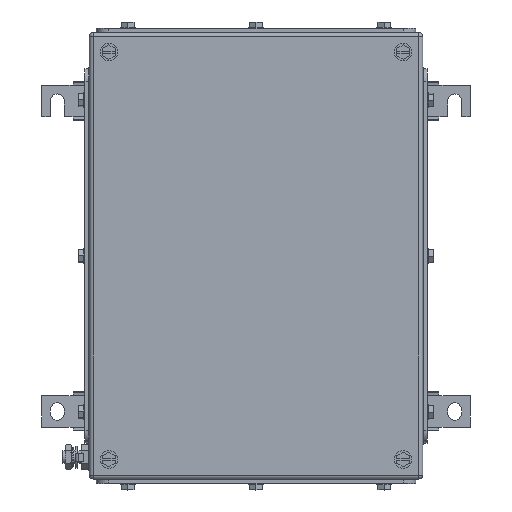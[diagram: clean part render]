
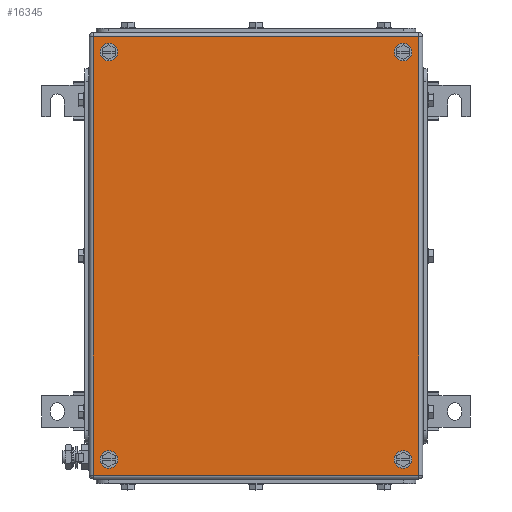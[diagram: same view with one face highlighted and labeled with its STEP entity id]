
A CAD part, top view. The second image highlights one B-rep face of the part: STEP entity #16345.
In plain terms, the highlighted planar face has unit normal (0, 0, 1).
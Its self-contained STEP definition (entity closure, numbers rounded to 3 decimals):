
#16219=AXIS2_PLACEMENT_3D('Circle Axis2P3D',#16217,#16218,$) ;
#16246=AXIS2_PLACEMENT_3D('Plane Axis2P3D',#16243,#16244,#16245) ;
#16284=AXIS2_PLACEMENT_3D('Circle Axis2P3D',#16282,#16283,$) ;
#16293=AXIS2_PLACEMENT_3D('Circle Axis2P3D',#16291,#16292,$) ;
#16302=AXIS2_PLACEMENT_3D('Circle Axis2P3D',#16300,#16301,$) ;
#16311=AXIS2_PLACEMENT_3D('Circle Axis2P3D',#16309,#16310,$) ;
#16320=AXIS2_PLACEMENT_3D('Circle Axis2P3D',#16318,#16319,$) ;
#16329=AXIS2_PLACEMENT_3D('Circle Axis2P3D',#16327,#16328,$) ;
#16338=AXIS2_PLACEMENT_3D('Circle Axis2P3D',#16336,#16337,$) ;
#16214=CARTESIAN_POINT('Vertex',(56.5,348.5,153.5)) ;
#16217=CARTESIAN_POINT('Axis2P3D Location',(53.,348.5,153.5)) ;
#16221=CARTESIAN_POINT('Vertex',(49.5,348.5,153.5)) ;
#16243=CARTESIAN_POINT('Axis2P3D Location',(170.5,186.,153.5)) ;
#16248=CARTESIAN_POINT('Line Origine',(170.5,360.5,153.5)) ;
#16252=CARTESIAN_POINT('Vertex',(300.,360.5,153.5)) ;
#16254=CARTESIAN_POINT('Vertex',(41.,360.5,153.5)) ;
#16257=CARTESIAN_POINT('Line Origine',(41.,186.,153.5)) ;
#16261=CARTESIAN_POINT('Vertex',(41.,11.5,153.5)) ;
#16264=CARTESIAN_POINT('Line Origine',(170.5,11.5,153.5)) ;
#16268=CARTESIAN_POINT('Vertex',(300.,11.5,153.5)) ;
#16271=CARTESIAN_POINT('Line Origine',(300.,186.,153.5)) ;
#16282=CARTESIAN_POINT('Axis2P3D Location',(53.,348.5,153.5)) ;
#16291=CARTESIAN_POINT('Axis2P3D Location',(53.,23.5,153.5)) ;
#16295=CARTESIAN_POINT('Vertex',(49.5,23.5,153.5)) ;
#16297=CARTESIAN_POINT('Vertex',(56.5,23.5,153.5)) ;
#16300=CARTESIAN_POINT('Axis2P3D Location',(53.,23.5,153.5)) ;
#16309=CARTESIAN_POINT('Axis2P3D Location',(288.,23.5,153.5)) ;
#16313=CARTESIAN_POINT('Vertex',(291.5,23.5,153.5)) ;
#16315=CARTESIAN_POINT('Vertex',(284.5,23.5,153.5)) ;
#16318=CARTESIAN_POINT('Axis2P3D Location',(288.,23.5,153.5)) ;
#16327=CARTESIAN_POINT('Axis2P3D Location',(288.,348.5,153.5)) ;
#16331=CARTESIAN_POINT('Vertex',(291.5,348.5,153.5)) ;
#16333=CARTESIAN_POINT('Vertex',(284.5,348.5,153.5)) ;
#16336=CARTESIAN_POINT('Axis2P3D Location',(288.,348.5,153.5)) ;
#16218=DIRECTION('Axis2P3D Direction',(0.,0.,1.)) ;
#16244=DIRECTION('Axis2P3D Direction',(0.,0.,1.)) ;
#16245=DIRECTION('Axis2P3D XDirection',(1.,0.,0.)) ;
#16249=DIRECTION('Vector Direction',(1.,0.,0.)) ;
#16258=DIRECTION('Vector Direction',(0.,-1.,0.)) ;
#16265=DIRECTION('Vector Direction',(1.,0.,0.)) ;
#16272=DIRECTION('Vector Direction',(0.,1.,0.)) ;
#16283=DIRECTION('Axis2P3D Direction',(0.,0.,1.)) ;
#16292=DIRECTION('Axis2P3D Direction',(0.,0.,1.)) ;
#16301=DIRECTION('Axis2P3D Direction',(0.,0.,1.)) ;
#16310=DIRECTION('Axis2P3D Direction',(0.,0.,1.)) ;
#16319=DIRECTION('Axis2P3D Direction',(0.,0.,1.)) ;
#16328=DIRECTION('Axis2P3D Direction',(0.,0.,1.)) ;
#16337=DIRECTION('Axis2P3D Direction',(0.,0.,1.)) ;
#16250=VECTOR('Line Direction',#16249,1.) ;
#16259=VECTOR('Line Direction',#16258,1.) ;
#16266=VECTOR('Line Direction',#16265,1.) ;
#16273=VECTOR('Line Direction',#16272,1.) ;
#16277=ORIENTED_EDGE('',*,*,#16256,.T.) ;
#16278=ORIENTED_EDGE('',*,*,#16263,.T.) ;
#16279=ORIENTED_EDGE('',*,*,#16270,.T.) ;
#16280=ORIENTED_EDGE('',*,*,#16275,.T.) ;
#16288=ORIENTED_EDGE('',*,*,#16286,.F.) ;
#16289=ORIENTED_EDGE('',*,*,#16223,.F.) ;
#16306=ORIENTED_EDGE('',*,*,#16299,.F.) ;
#16307=ORIENTED_EDGE('',*,*,#16304,.F.) ;
#16324=ORIENTED_EDGE('',*,*,#16317,.F.) ;
#16325=ORIENTED_EDGE('',*,*,#16322,.F.) ;
#16342=ORIENTED_EDGE('',*,*,#16335,.F.) ;
#16343=ORIENTED_EDGE('',*,*,#16340,.F.) ;
#16290=FACE_BOUND('',#16287,.T.) ;
#16308=FACE_BOUND('',#16305,.T.) ;
#16326=FACE_BOUND('',#16323,.T.) ;
#16344=FACE_BOUND('',#16341,.T.) ;
#16345=ADVANCED_FACE('ZUB_KTB_FS_352615_4GP_AllCATPart.1\\ZUB_DE_KTB_FS_350x260.1\\DE_KTB_MH_PART_MASTER.1\\Koerper.2',(#16281,#16290,#16308,#16326,#16344),#16247,.T.) ;
#16220=CIRCLE('generated circle',#16219,3.5) ;
#16285=CIRCLE('generated circle',#16284,3.5) ;
#16294=CIRCLE('generated circle',#16293,3.5) ;
#16303=CIRCLE('generated circle',#16302,3.5) ;
#16312=CIRCLE('generated circle',#16311,3.5) ;
#16321=CIRCLE('generated circle',#16320,3.5) ;
#16330=CIRCLE('generated circle',#16329,3.5) ;
#16339=CIRCLE('generated circle',#16338,3.5) ;
#16223=EDGE_CURVE('',#16215,#16222,#16220,.T.) ;
#16256=EDGE_CURVE('',#16253,#16255,#16251,.F.) ;
#16263=EDGE_CURVE('',#16255,#16262,#16260,.T.) ;
#16270=EDGE_CURVE('',#16262,#16269,#16267,.T.) ;
#16275=EDGE_CURVE('',#16269,#16253,#16274,.T.) ;
#16286=EDGE_CURVE('',#16222,#16215,#16285,.T.) ;
#16299=EDGE_CURVE('',#16296,#16298,#16294,.T.) ;
#16304=EDGE_CURVE('',#16298,#16296,#16303,.T.) ;
#16317=EDGE_CURVE('',#16314,#16316,#16312,.T.) ;
#16322=EDGE_CURVE('',#16316,#16314,#16321,.T.) ;
#16335=EDGE_CURVE('',#16332,#16334,#16330,.T.) ;
#16340=EDGE_CURVE('',#16334,#16332,#16339,.T.) ;
#16276=EDGE_LOOP('',(#16277,#16278,#16279,#16280)) ;
#16287=EDGE_LOOP('',(#16288,#16289)) ;
#16305=EDGE_LOOP('',(#16306,#16307)) ;
#16323=EDGE_LOOP('',(#16324,#16325)) ;
#16341=EDGE_LOOP('',(#16342,#16343)) ;
#16281=FACE_OUTER_BOUND('',#16276,.T.) ;
#16251=LINE('Line',#16248,#16250) ;
#16260=LINE('Line',#16257,#16259) ;
#16267=LINE('Line',#16264,#16266) ;
#16274=LINE('Line',#16271,#16273) ;
#16247=PLANE('',#16246) ;
#16215=VERTEX_POINT('',#16214) ;
#16222=VERTEX_POINT('',#16221) ;
#16253=VERTEX_POINT('',#16252) ;
#16255=VERTEX_POINT('',#16254) ;
#16262=VERTEX_POINT('',#16261) ;
#16269=VERTEX_POINT('',#16268) ;
#16296=VERTEX_POINT('',#16295) ;
#16298=VERTEX_POINT('',#16297) ;
#16314=VERTEX_POINT('',#16313) ;
#16316=VERTEX_POINT('',#16315) ;
#16332=VERTEX_POINT('',#16331) ;
#16334=VERTEX_POINT('',#16333) ;
